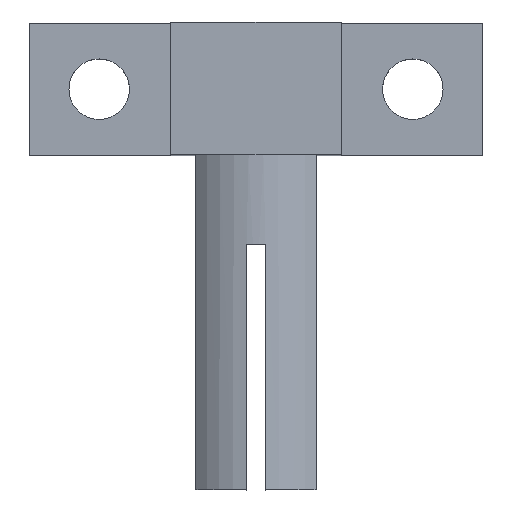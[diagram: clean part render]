
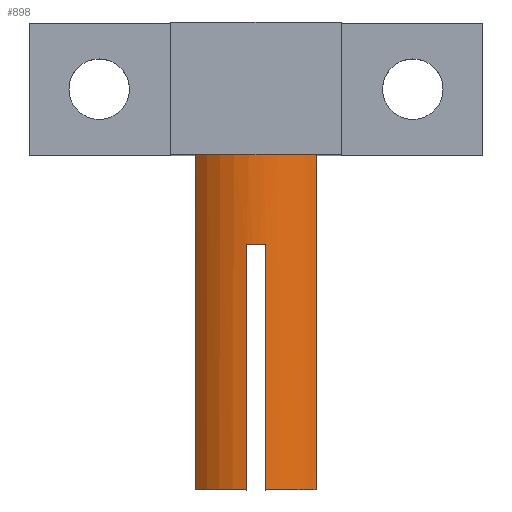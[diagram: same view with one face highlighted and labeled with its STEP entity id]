
A CAD part, top view. The second image highlights one B-rep face of the part: STEP entity #898.
In plain terms, the highlighted cylindrical face has radius 4.5 mm (diameter 9 mm), a partial arc.
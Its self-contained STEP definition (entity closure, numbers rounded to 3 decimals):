
#50 = PLANE('',#51);
#51 = AXIS2_PLACEMENT_3D('',#52,#53,#54);
#52 = CARTESIAN_POINT('',(4.5,42.5,0.));
#53 = DIRECTION('',(0.,-1.,0.));
#54 = DIRECTION('',(-1.,0.,0.));
#270 = EDGE_CURVE('',#271,#273,#275,.T.);
#271 = VERTEX_POINT('',#272);
#272 = CARTESIAN_POINT('',(3.182,42.5,40.58));
#273 = VERTEX_POINT('',#274);
#274 = CARTESIAN_POINT('',(-3.182,42.5,40.58));
#275 = SURFACE_CURVE('',#276,(#281,#288),.PCURVE_S1.);
#276 = CIRCLE('',#277,4.5);
#277 = AXIS2_PLACEMENT_3D('',#278,#279,#280);
#278 = CARTESIAN_POINT('',(0.,42.5,37.399));
#279 = DIRECTION('',(0.,-1.,0.));
#280 = DIRECTION('',(1.,0.,0.));
#281 = PCURVE('',#50,#282);
#282 = DEFINITIONAL_REPRESENTATION('',(#283),#287);
#283 = CIRCLE('',#284,4.5);
#284 = AXIS2_PLACEMENT_2D('',#285,#286);
#285 = CARTESIAN_POINT('',(4.5,-37.399));
#286 = DIRECTION('',(-1.,-0.));
#287 = ( GEOMETRIC_REPRESENTATION_CONTEXT(2) 
PARAMETRIC_REPRESENTATION_CONTEXT() REPRESENTATION_CONTEXT('2D SPACE',''
  ) );
#288 = PCURVE('',#289,#294);
#289 = CYLINDRICAL_SURFACE('',#290,4.5);
#290 = AXIS2_PLACEMENT_3D('',#291,#292,#293);
#291 = CARTESIAN_POINT('',(0.,42.5,37.399));
#292 = DIRECTION('',(0.,1.,0.));
#293 = DIRECTION('',(1.,0.,0.));
#294 = DEFINITIONAL_REPRESENTATION('',(#295),#299);
#295 = LINE('',#296,#297);
#296 = CARTESIAN_POINT('',(-0.,0.));
#297 = VECTOR('',#298,1.);
#298 = DIRECTION('',(-1.,0.));
#299 = ( GEOMETRIC_REPRESENTATION_CONTEXT(2) 
PARAMETRIC_REPRESENTATION_CONTEXT() REPRESENTATION_CONTEXT('2D SPACE',''
  ) );
#317 = PLANE('',#318);
#318 = AXIS2_PLACEMENT_3D('',#319,#320,#321);
#319 = CARTESIAN_POINT('',(3.182,42.5,34.217));
#320 = DIRECTION('',(-1.,0.,0.));
#321 = DIRECTION('',(0.,0.,1.));
#372 = PLANE('',#373);
#373 = AXIS2_PLACEMENT_3D('',#374,#375,#376);
#374 = CARTESIAN_POINT('',(-3.182,42.5,34.217));
#375 = DIRECTION('',(-1.,0.,0.));
#376 = DIRECTION('',(0.,0.,1.));
#898 = ADVANCED_FACE('',(#899),#289,.T.);
#899 = FACE_BOUND('',#900,.F.);
#900 = EDGE_LOOP('',(#901,#902,#925,#954,#982,#1015,#1043,#1072));
#901 = ORIENTED_EDGE('',*,*,#270,.F.);
#902 = ORIENTED_EDGE('',*,*,#903,.T.);
#903 = EDGE_CURVE('',#271,#904,#906,.T.);
#904 = VERTEX_POINT('',#905);
#905 = CARTESIAN_POINT('',(3.182,24.75,40.58));
#906 = SURFACE_CURVE('',#907,(#911,#918),.PCURVE_S1.);
#907 = LINE('',#908,#909);
#908 = CARTESIAN_POINT('',(3.182,42.5,40.58));
#909 = VECTOR('',#910,1.);
#910 = DIRECTION('',(0.,-1.,0.));
#911 = PCURVE('',#289,#912);
#912 = DEFINITIONAL_REPRESENTATION('',(#913),#917);
#913 = LINE('',#914,#915);
#914 = CARTESIAN_POINT('',(-0.785,0.));
#915 = VECTOR('',#916,1.);
#916 = DIRECTION('',(-0.,-1.));
#917 = ( GEOMETRIC_REPRESENTATION_CONTEXT(2) 
PARAMETRIC_REPRESENTATION_CONTEXT() REPRESENTATION_CONTEXT('2D SPACE',''
  ) );
#918 = PCURVE('',#317,#919);
#919 = DEFINITIONAL_REPRESENTATION('',(#920),#924);
#920 = LINE('',#921,#922);
#921 = CARTESIAN_POINT('',(6.364,0.));
#922 = VECTOR('',#923,1.);
#923 = DIRECTION('',(0.,-1.));
#924 = ( GEOMETRIC_REPRESENTATION_CONTEXT(2) 
PARAMETRIC_REPRESENTATION_CONTEXT() REPRESENTATION_CONTEXT('2D SPACE',''
  ) );
#925 = ORIENTED_EDGE('',*,*,#926,.T.);
#926 = EDGE_CURVE('',#904,#927,#929,.T.);
#927 = VERTEX_POINT('',#928);
#928 = CARTESIAN_POINT('',(0.5,24.75,41.871));
#929 = SURFACE_CURVE('',#930,(#935,#942),.PCURVE_S1.);
#930 = CIRCLE('',#931,4.5);
#931 = AXIS2_PLACEMENT_3D('',#932,#933,#934);
#932 = CARTESIAN_POINT('',(0.,24.75,37.399));
#933 = DIRECTION('',(0.,-1.,0.));
#934 = DIRECTION('',(1.,0.,0.));
#935 = PCURVE('',#289,#936);
#936 = DEFINITIONAL_REPRESENTATION('',(#937),#941);
#937 = LINE('',#938,#939);
#938 = CARTESIAN_POINT('',(-0.,-17.75));
#939 = VECTOR('',#940,1.);
#940 = DIRECTION('',(-1.,0.));
#941 = ( GEOMETRIC_REPRESENTATION_CONTEXT(2) 
PARAMETRIC_REPRESENTATION_CONTEXT() REPRESENTATION_CONTEXT('2D SPACE',''
  ) );
#942 = PCURVE('',#943,#948);
#943 = PLANE('',#944);
#944 = AXIS2_PLACEMENT_3D('',#945,#946,#947);
#945 = CARTESIAN_POINT('',(0.,24.75,37.399));
#946 = DIRECTION('',(-0.,-1.,-0.));
#947 = DIRECTION('',(0.,0.,-1.));
#948 = DEFINITIONAL_REPRESENTATION('',(#949),#953);
#949 = CIRCLE('',#950,4.5);
#950 = AXIS2_PLACEMENT_2D('',#951,#952);
#951 = CARTESIAN_POINT('',(0.,0.));
#952 = DIRECTION('',(0.,1.));
#953 = ( GEOMETRIC_REPRESENTATION_CONTEXT(2) 
PARAMETRIC_REPRESENTATION_CONTEXT() REPRESENTATION_CONTEXT('2D SPACE',''
  ) );
#954 = ORIENTED_EDGE('',*,*,#955,.T.);
#955 = EDGE_CURVE('',#927,#956,#958,.T.);
#956 = VERTEX_POINT('',#957);
#957 = CARTESIAN_POINT('',(0.5,37.75,41.871));
#958 = SURFACE_CURVE('',#959,(#963,#970),.PCURVE_S1.);
#959 = LINE('',#960,#961);
#960 = CARTESIAN_POINT('',(0.5,24.75,41.871));
#961 = VECTOR('',#962,1.);
#962 = DIRECTION('',(0.,1.,0.));
#963 = PCURVE('',#289,#964);
#964 = DEFINITIONAL_REPRESENTATION('',(#965),#969);
#965 = LINE('',#966,#967);
#966 = CARTESIAN_POINT('',(-1.459,-17.75));
#967 = VECTOR('',#968,1.);
#968 = DIRECTION('',(-0.,1.));
#969 = ( GEOMETRIC_REPRESENTATION_CONTEXT(2) 
PARAMETRIC_REPRESENTATION_CONTEXT() REPRESENTATION_CONTEXT('2D SPACE',''
  ) );
#970 = PCURVE('',#971,#976);
#971 = PLANE('',#972);
#972 = AXIS2_PLACEMENT_3D('',#973,#974,#975);
#973 = CARTESIAN_POINT('',(0.5,24.75,32.926));
#974 = DIRECTION('',(1.,0.,0.));
#975 = DIRECTION('',(0.,0.,1.));
#976 = DEFINITIONAL_REPRESENTATION('',(#977),#981);
#977 = LINE('',#978,#979);
#978 = CARTESIAN_POINT('',(8.944,0.));
#979 = VECTOR('',#980,1.);
#980 = DIRECTION('',(0.,-1.));
#981 = ( GEOMETRIC_REPRESENTATION_CONTEXT(2) 
PARAMETRIC_REPRESENTATION_CONTEXT() REPRESENTATION_CONTEXT('2D SPACE',''
  ) );
#982 = ORIENTED_EDGE('',*,*,#983,.T.);
#983 = EDGE_CURVE('',#956,#984,#986,.T.);
#984 = VERTEX_POINT('',#985);
#985 = CARTESIAN_POINT('',(-0.5,37.75,41.871));
#986 = SURFACE_CURVE('',#987,(#992,#999),.PCURVE_S1.);
#987 = CIRCLE('',#988,4.5);
#988 = AXIS2_PLACEMENT_3D('',#989,#990,#991);
#989 = CARTESIAN_POINT('',(0.,37.75,37.399));
#990 = DIRECTION('',(0.,-1.,0.));
#991 = DIRECTION('',(1.,0.,0.));
#992 = PCURVE('',#289,#993);
#993 = DEFINITIONAL_REPRESENTATION('',(#994),#998);
#994 = LINE('',#995,#996);
#995 = CARTESIAN_POINT('',(-0.,-4.75));
#996 = VECTOR('',#997,1.);
#997 = DIRECTION('',(-1.,0.));
#998 = ( GEOMETRIC_REPRESENTATION_CONTEXT(2) 
PARAMETRIC_REPRESENTATION_CONTEXT() REPRESENTATION_CONTEXT('2D SPACE',''
  ) );
#999 = PCURVE('',#1000,#1005);
#1000 = PLANE('',#1001);
#1001 = AXIS2_PLACEMENT_3D('',#1002,#1003,#1004);
#1002 = CARTESIAN_POINT('',(0.,37.75,37.399));
#1003 = DIRECTION('',(0.,1.,0.));
#1004 = DIRECTION('',(0.,0.,1.));
#1005 = DEFINITIONAL_REPRESENTATION('',(#1006),#1014);
#1006 = ( BOUNDED_CURVE() B_SPLINE_CURVE(2,(#1007,#1008,#1009,#1010,
#1011,#1012,#1013),.UNSPECIFIED.,.T.,.F.) B_SPLINE_CURVE_WITH_KNOTS((1,2
    ,2,2,2,1),(-2.094,0.,2.094,4.189,
6.283,8.378),.UNSPECIFIED.) CURVE() 
GEOMETRIC_REPRESENTATION_ITEM() RATIONAL_B_SPLINE_CURVE((1.,0.5,1.,0.5,
1.,0.5,1.)) REPRESENTATION_ITEM('') );
#1007 = CARTESIAN_POINT('',(0.,4.5));
#1008 = CARTESIAN_POINT('',(7.794,4.5));
#1009 = CARTESIAN_POINT('',(3.897,-2.25));
#1010 = CARTESIAN_POINT('',(0.,-9.));
#1011 = CARTESIAN_POINT('',(-3.897,-2.25));
#1012 = CARTESIAN_POINT('',(-7.794,4.5));
#1013 = CARTESIAN_POINT('',(0.,4.5));
#1014 = ( GEOMETRIC_REPRESENTATION_CONTEXT(2) 
PARAMETRIC_REPRESENTATION_CONTEXT() REPRESENTATION_CONTEXT('2D SPACE',''
  ) );
#1015 = ORIENTED_EDGE('',*,*,#1016,.F.);
#1016 = EDGE_CURVE('',#1017,#984,#1019,.T.);
#1017 = VERTEX_POINT('',#1018);
#1018 = CARTESIAN_POINT('',(-0.5,24.75,41.871));
#1019 = SURFACE_CURVE('',#1020,(#1024,#1031),.PCURVE_S1.);
#1020 = LINE('',#1021,#1022);
#1021 = CARTESIAN_POINT('',(-0.5,24.75,41.871));
#1022 = VECTOR('',#1023,1.);
#1023 = DIRECTION('',(0.,1.,0.));
#1024 = PCURVE('',#289,#1025);
#1025 = DEFINITIONAL_REPRESENTATION('',(#1026),#1030);
#1026 = LINE('',#1027,#1028);
#1027 = CARTESIAN_POINT('',(-1.682,-17.75));
#1028 = VECTOR('',#1029,1.);
#1029 = DIRECTION('',(-0.,1.));
#1030 = ( GEOMETRIC_REPRESENTATION_CONTEXT(2) 
PARAMETRIC_REPRESENTATION_CONTEXT() REPRESENTATION_CONTEXT('2D SPACE',''
  ) );
#1031 = PCURVE('',#1032,#1037);
#1032 = PLANE('',#1033);
#1033 = AXIS2_PLACEMENT_3D('',#1034,#1035,#1036);
#1034 = CARTESIAN_POINT('',(-0.5,24.75,32.926));
#1035 = DIRECTION('',(1.,0.,0.));
#1036 = DIRECTION('',(0.,0.,1.));
#1037 = DEFINITIONAL_REPRESENTATION('',(#1038),#1042);
#1038 = LINE('',#1039,#1040);
#1039 = CARTESIAN_POINT('',(8.944,0.));
#1040 = VECTOR('',#1041,1.);
#1041 = DIRECTION('',(0.,-1.));
#1042 = ( GEOMETRIC_REPRESENTATION_CONTEXT(2) 
PARAMETRIC_REPRESENTATION_CONTEXT() REPRESENTATION_CONTEXT('2D SPACE',''
  ) );
#1043 = ORIENTED_EDGE('',*,*,#1044,.T.);
#1044 = EDGE_CURVE('',#1017,#1045,#1047,.T.);
#1045 = VERTEX_POINT('',#1046);
#1046 = CARTESIAN_POINT('',(-3.182,24.75,40.58));
#1047 = SURFACE_CURVE('',#1048,(#1053,#1060),.PCURVE_S1.);
#1048 = CIRCLE('',#1049,4.5);
#1049 = AXIS2_PLACEMENT_3D('',#1050,#1051,#1052);
#1050 = CARTESIAN_POINT('',(0.,24.75,37.399));
#1051 = DIRECTION('',(0.,-1.,0.));
#1052 = DIRECTION('',(1.,0.,0.));
#1053 = PCURVE('',#289,#1054);
#1054 = DEFINITIONAL_REPRESENTATION('',(#1055),#1059);
#1055 = LINE('',#1056,#1057);
#1056 = CARTESIAN_POINT('',(-0.,-17.75));
#1057 = VECTOR('',#1058,1.);
#1058 = DIRECTION('',(-1.,0.));
#1059 = ( GEOMETRIC_REPRESENTATION_CONTEXT(2) 
PARAMETRIC_REPRESENTATION_CONTEXT() REPRESENTATION_CONTEXT('2D SPACE',''
  ) );
#1060 = PCURVE('',#1061,#1066);
#1061 = PLANE('',#1062);
#1062 = AXIS2_PLACEMENT_3D('',#1063,#1064,#1065);
#1063 = CARTESIAN_POINT('',(0.,24.75,37.399));
#1064 = DIRECTION('',(-0.,-1.,-0.));
#1065 = DIRECTION('',(0.,0.,-1.));
#1066 = DEFINITIONAL_REPRESENTATION('',(#1067),#1071);
#1067 = CIRCLE('',#1068,4.5);
#1068 = AXIS2_PLACEMENT_2D('',#1069,#1070);
#1069 = CARTESIAN_POINT('',(0.,0.));
#1070 = DIRECTION('',(0.,1.));
#1071 = ( GEOMETRIC_REPRESENTATION_CONTEXT(2) 
PARAMETRIC_REPRESENTATION_CONTEXT() REPRESENTATION_CONTEXT('2D SPACE',''
  ) );
#1072 = ORIENTED_EDGE('',*,*,#1073,.F.);
#1073 = EDGE_CURVE('',#273,#1045,#1074,.T.);
#1074 = SURFACE_CURVE('',#1075,(#1079,#1086),.PCURVE_S1.);
#1075 = LINE('',#1076,#1077);
#1076 = CARTESIAN_POINT('',(-3.182,42.5,40.58));
#1077 = VECTOR('',#1078,1.);
#1078 = DIRECTION('',(0.,-1.,0.));
#1079 = PCURVE('',#289,#1080);
#1080 = DEFINITIONAL_REPRESENTATION('',(#1081),#1085);
#1081 = LINE('',#1082,#1083);
#1082 = CARTESIAN_POINT('',(-2.356,0.));
#1083 = VECTOR('',#1084,1.);
#1084 = DIRECTION('',(-0.,-1.));
#1085 = ( GEOMETRIC_REPRESENTATION_CONTEXT(2) 
PARAMETRIC_REPRESENTATION_CONTEXT() REPRESENTATION_CONTEXT('2D SPACE',''
  ) );
#1086 = PCURVE('',#372,#1087);
#1087 = DEFINITIONAL_REPRESENTATION('',(#1088),#1092);
#1088 = LINE('',#1089,#1090);
#1089 = CARTESIAN_POINT('',(6.364,0.));
#1090 = VECTOR('',#1091,1.);
#1091 = DIRECTION('',(0.,-1.));
#1092 = ( GEOMETRIC_REPRESENTATION_CONTEXT(2) 
PARAMETRIC_REPRESENTATION_CONTEXT() REPRESENTATION_CONTEXT('2D SPACE',''
  ) );
